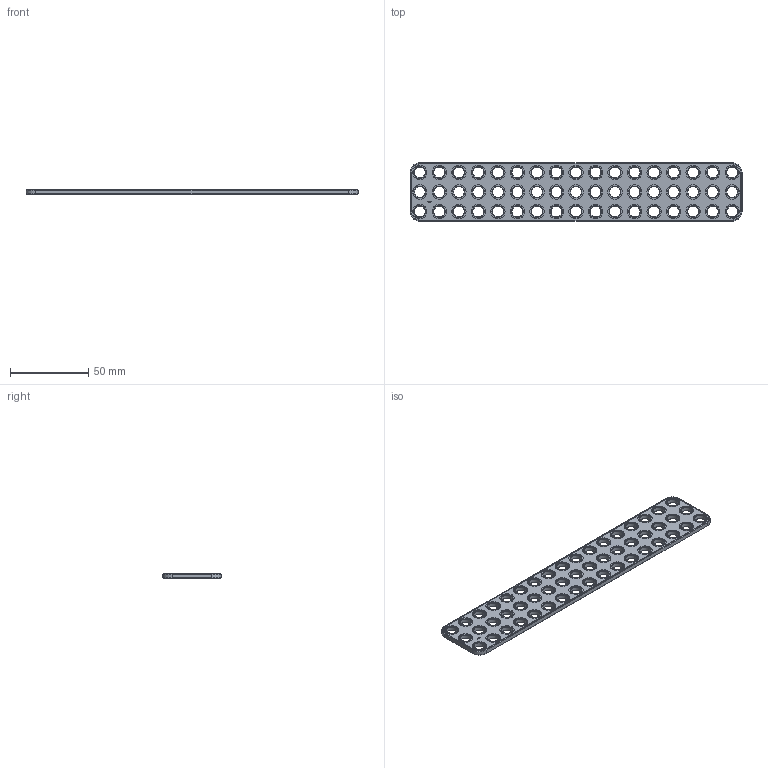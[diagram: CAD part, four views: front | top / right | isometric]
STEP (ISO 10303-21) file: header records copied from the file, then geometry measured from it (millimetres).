
FILE_DESCRIPTION(('FreeCAD Model'),'2;1');
FILE_NAME('Open CASCADE Shape Model','2024-10-08T23:30:33',(''),(''), 'Open CASCADE STEP processor 7.7','FreeCAD','Unknown');
FILE_SCHEMA(('AUTOMOTIVE_DESIGN { 1 0 10303 214 1 1 1 1 }'));
Length unit declared in the file: millimetre
Products named in the file (1): Plate RCT CRNR BU17x03x00.25 - SPN-PLT-0191 (stemfie.org)
Bounding box: 212.5 x 37.5 x 3.12 mm (x, y, z)
Volume: 17685.2 mm3; surface area: 16817 mm2
Topology: 1 solids, 1 shells, 731 faces, 1820 edges, 1174 vertices
Faces by surface type: plane 381, extrusion 130, cylinder 110, cone 110
Full cylindrical faces by diameter (mm): 7 x51, 9.2 x51
Entity records: 22204 total; most frequent: CARTESIAN_POINT 4784, ORIENTED_EDGE 3640, DIRECTION 3224, EDGE_CURVE 1820, VECTOR 1360, LINE 1230, VERTEX_POINT 1174, AXIS2_PLACEMENT_3D 932
